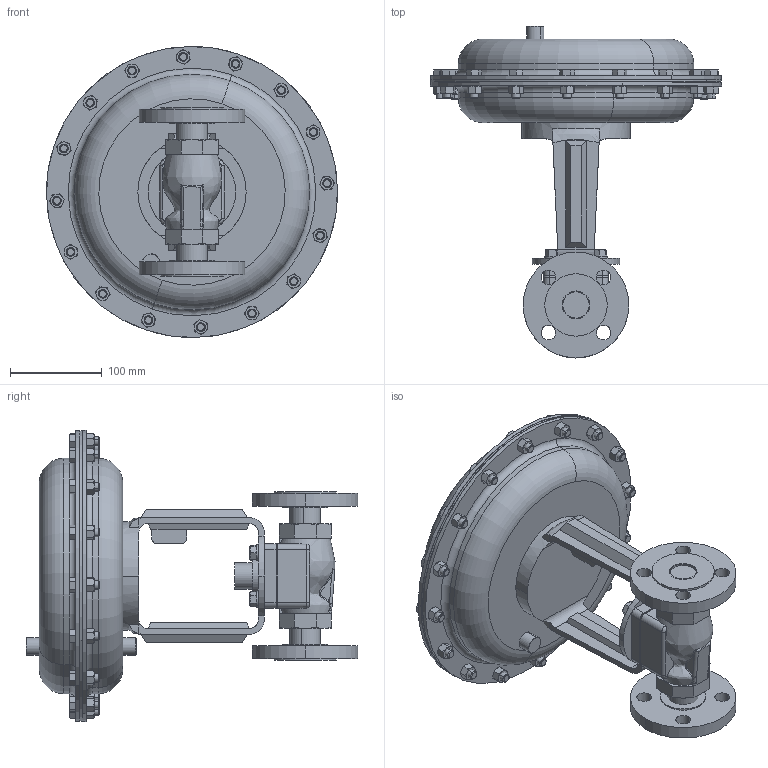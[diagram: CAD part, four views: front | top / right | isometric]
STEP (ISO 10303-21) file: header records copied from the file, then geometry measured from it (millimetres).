
FILE_DESCRIPTION (( 'STEP AP203' ), '1' );
FILE_NAME ('78-100-BR+CS+S6-F7-55M.step', '2017-09-25T13:12:16', ( '' ), ( '' ), 'SwSTEP 2.0', 'SolidWorks 2014', '' );
FILE_SCHEMA (( 'CONFIG_CONTROL_DESIGN' ));
Length unit declared in the file: inch
Products named in the file (1): 78-100-BR+CS+S6-F7-55M
Bounding box: 317.42 x 361.98 x 317.42 mm (x, y, z)
Volume: 5475169.9 mm3; surface area: 809809.8 mm2
Topology: 52 solids, 52 shells, 1082 faces, 2369 edges, 1431 vertices
Faces by surface type: plane 459, cone 403, cylinder 156, torus 34, bspline 30
Entity records: 36650 total; most frequent: CARTESIAN_POINT 14070, ORIENTED_EDGE 4738, DIRECTION 4454, EDGE_CURVE 2369, AXIS2_PLACEMENT_3D 1839, VERTEX_POINT 1431, EDGE_LOOP 1148, FACE_OUTER_BOUND 1082
